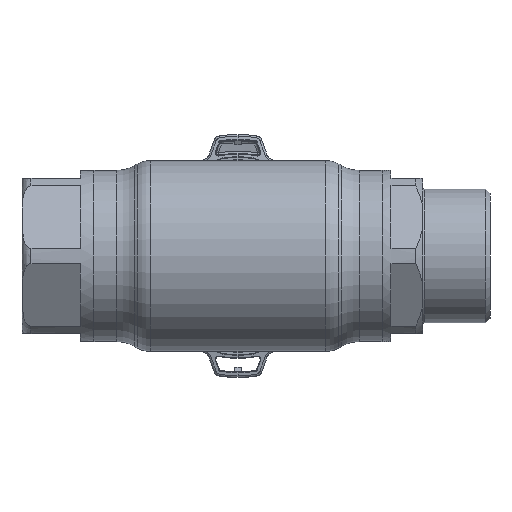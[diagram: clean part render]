
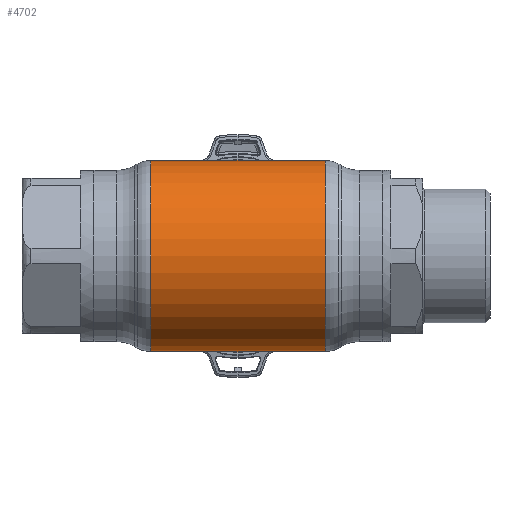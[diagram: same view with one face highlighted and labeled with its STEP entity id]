
A CAD part, front view. The second image highlights one B-rep face of the part: STEP entity #4702.
In plain terms, the highlighted cylindrical face has radius 42.5 mm (diameter 85 mm), a partial arc.
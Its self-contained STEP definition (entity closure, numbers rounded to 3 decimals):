
#216 = DIRECTION ( 'NONE',  ( 0., 0., 1. ) ) ;
#921 = VERTEX_POINT ( 'NONE', #29012 ) ;
#1307 = AXIS2_PLACEMENT_3D ( 'NONE', #5104, #2730, #216 ) ;
#1337 = DIRECTION ( 'NONE',  ( -1., 0., 0. ) ) ;
#2665 = CARTESIAN_POINT ( 'NONE',  ( -38.749, 0., -42.5 ) ) ;
#2730 = DIRECTION ( 'NONE',  ( -1., 0., 0. ) ) ;
#4080 = VERTEX_POINT ( 'NONE', #2665 ) ;
#4604 = CYLINDRICAL_SURFACE ( 'NONE', #12637, 42.5 ) ;
#4702 = ADVANCED_FACE ( 'NONE', ( #17209 ), #4604, .T. ) ;
#4775 = LINE ( 'NONE', #7811, #6971 ) ;
#4949 = CARTESIAN_POINT ( 'NONE',  ( -62.69, 0., 0. ) ) ;
#5104 = CARTESIAN_POINT ( 'NONE',  ( -38.749, 0., 0. ) ) ;
#6238 = EDGE_CURVE ( 'NONE', #10496, #11893, #11063, .T. ) ;
#6971 = VECTOR ( 'NONE', #20581, 1000. ) ;
#7811 = CARTESIAN_POINT ( 'NONE',  ( -62.69, 0., 42.5 ) ) ;
#8737 = DIRECTION ( 'NONE',  ( -1., 0., 0. ) ) ;
#8849 = ORIENTED_EDGE ( 'NONE', *, *, #6238, .T. ) ;
#9365 = ORIENTED_EDGE ( 'NONE', *, *, #31509, .T. ) ;
#10496 = VERTEX_POINT ( 'NONE', #24462 ) ;
#11063 = CIRCLE ( 'NONE', #22329, 42.5 ) ;
#11893 = VERTEX_POINT ( 'NONE', #24119 ) ;
#12637 = AXIS2_PLACEMENT_3D ( 'NONE', #4949, #14873, #32907 ) ;
#14873 = DIRECTION ( 'NONE',  ( -1., 0., 0. ) ) ;
#15803 = CIRCLE ( 'NONE', #1307, 42.5 ) ;
#16370 = ORIENTED_EDGE ( 'NONE', *, *, #28479, .F. ) ;
#17209 = FACE_OUTER_BOUND ( 'NONE', #21620, .T. ) ;
#18985 = DIRECTION ( 'NONE',  ( 0., 0., 1. ) ) ;
#20581 = DIRECTION ( 'NONE',  ( -1., 0., 0. ) ) ;
#21516 = CARTESIAN_POINT ( 'NONE',  ( 38.749, 0., 0. ) ) ;
#21620 = EDGE_LOOP ( 'NONE', ( #24625, #8849, #9365, #16370 ) ) ;
#22329 = AXIS2_PLACEMENT_3D ( 'NONE', #21516, #8737, #18985 ) ;
#22878 = VECTOR ( 'NONE', #1337, 1000. ) ;
#23400 = EDGE_CURVE ( 'NONE', #10496, #4080, #29971, .T. ) ;
#24119 = CARTESIAN_POINT ( 'NONE',  ( 38.749, 0., 42.5 ) ) ;
#24462 = CARTESIAN_POINT ( 'NONE',  ( 38.749, 0., -42.5 ) ) ;
#24625 = ORIENTED_EDGE ( 'NONE', *, *, #23400, .F. ) ;
#28479 = EDGE_CURVE ( 'NONE', #4080, #921, #15803, .T. ) ;
#29012 = CARTESIAN_POINT ( 'NONE',  ( -38.749, 0., 42.5 ) ) ;
#29624 = CARTESIAN_POINT ( 'NONE',  ( -62.69, 0., -42.5 ) ) ;
#29971 = LINE ( 'NONE', #29624, #22878 ) ;
#31509 = EDGE_CURVE ( 'NONE', #11893, #921, #4775, .T. ) ;
#32907 = DIRECTION ( 'NONE',  ( 0., 0., 1. ) ) ;
